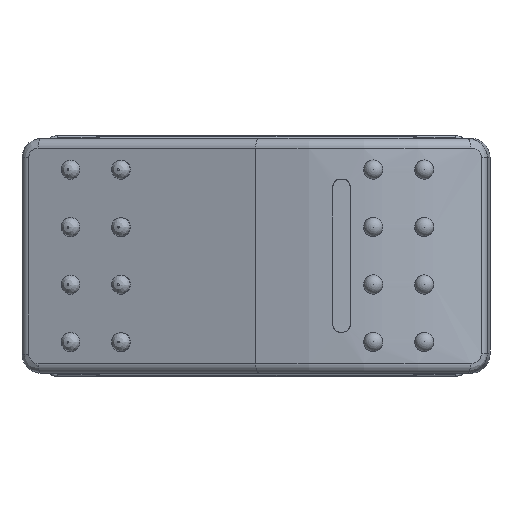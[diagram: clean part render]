
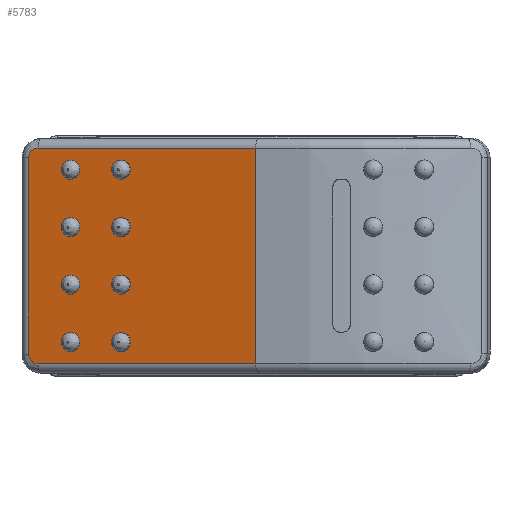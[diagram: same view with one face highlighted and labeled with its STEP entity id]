
A CAD part, top view. The second image highlights one B-rep face of the part: STEP entity #5783.
In plain terms, the highlighted planar face has unit normal (-0.294, 0, 0.956).
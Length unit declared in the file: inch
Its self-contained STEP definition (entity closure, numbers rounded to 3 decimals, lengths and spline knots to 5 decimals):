
#2612=CARTESIAN_POINT('',(-0.00323,-0.44291,1.64542));
#2613=VERTEX_POINT('',#2612);
#2637=CARTESIAN_POINT('',(-0.89807,-0.44291,1.36962));
#2638=VERTEX_POINT('',#2637);
#2648=CARTESIAN_POINT('',(-0.00323,-0.44291,1.64542));
#2649=DIRECTION('',(-0.956,0.0,-0.295));
#2650=VECTOR('',#2649,0.93637);
#2651=LINE('',#2648,#2650);
#2652=EDGE_CURVE('',#2613,#2638,#2651,.T.);
#2738=CARTESIAN_POINT('',(-0.93607,-0.40354,1.35791));
#2739=VERTEX_POINT('',#2738);
#2740=CARTESIAN_POINT('',(-0.89807,-0.40354,1.36962));
#2741=DIRECTION('',(0.295,0.,-0.956));
#2742=DIRECTION('',(-0.956,0.,-0.295));
#2743=AXIS2_PLACEMENT_3D('',#2740,#2741,#2742);
#2744=ELLIPSE('',#2743,0.03977,0.03937);
#2745=EDGE_CURVE('',#2638,#2739,#2744,.T.);
#2764=CARTESIAN_POINT('',(-0.93607,0.40354,1.35791));
#2765=VERTEX_POINT('',#2764);
#2766=CARTESIAN_POINT('',(-0.93607,-0.40354,1.35791));
#2767=DIRECTION('',(0.0,1.0,0.0));
#2768=VECTOR('',#2767,0.80709);
#2769=LINE('',#2766,#2768);
#2770=EDGE_CURVE('',#2739,#2765,#2769,.T.);
#2809=CARTESIAN_POINT('',(-0.89807,0.44291,1.36962));
#2810=VERTEX_POINT('',#2809);
#2820=CARTESIAN_POINT('',(-0.89807,0.40354,1.36962));
#2821=DIRECTION('',(0.295,0.,-0.956));
#2822=DIRECTION('',(-0.956,0.,-0.295));
#2823=AXIS2_PLACEMENT_3D('',#2820,#2821,#2822);
#2824=ELLIPSE('',#2823,0.03977,0.03937);
#2825=EDGE_CURVE('',#2765,#2810,#2824,.T.);
#2836=CARTESIAN_POINT('',(-0.00323,0.44291,1.64542));
#2837=VERTEX_POINT('',#2836);
#2838=CARTESIAN_POINT('',(-0.89807,0.44291,1.36962));
#2839=DIRECTION('',(0.956,0.0,0.295));
#2840=VECTOR('',#2839,0.93637);
#2841=LINE('',#2838,#2840);
#2842=EDGE_CURVE('',#2810,#2837,#2841,.T.);
#5126=CARTESIAN_POINT('',(-0.00323,0.44291,1.64542));
#5127=DIRECTION('',(0.0,-1.0,0.0));
#5128=VECTOR('',#5127,0.88583);
#5129=LINE('',#5126,#5128);
#5130=EDGE_CURVE('',#2837,#2613,#5129,.T.);
#5682=CARTESIAN_POINT('',(-0.98272,0.4872,1.34353));
#5683=DIRECTION('',(-0.295,0.0,0.956));
#5684=DIRECTION('',(0.956,0.0,0.295));
#5685=AXIS2_PLACEMENT_3D('',#5682,#5683,#5684);
#5686=PLANE('',#5685);
#5687=ORIENTED_EDGE('',*,*,#2745,.F.);
#5688=ORIENTED_EDGE('',*,*,#2652,.F.);
#5689=ORIENTED_EDGE('',*,*,#5130,.F.);
#5690=ORIENTED_EDGE('',*,*,#2842,.F.);
#5691=ORIENTED_EDGE('',*,*,#2825,.F.);
#5692=ORIENTED_EDGE('',*,*,#2770,.F.);
#5693=EDGE_LOOP('',(#5687,#5688,#5689,#5690,#5691,#5692));
#5694=FACE_OUTER_BOUND('',#5693,.T.);
#5695=CARTESIAN_POINT('',(-0.51863,-0.35433,1.48657));
#5696=VERTEX_POINT('',#5695);
#5697=CARTESIAN_POINT('',(-0.55625,-0.35433,1.47497));
#5698=DIRECTION('',(0.295,0.0,-0.956));
#5699=DIRECTION('',(-0.956,0.0,-0.295));
#5700=AXIS2_PLACEMENT_3D('',#5697,#5698,#5699);
#5701=CIRCLE('',#5700,0.03937);
#5702=EDGE_CURVE('',#5696,#5696,#5701,.T.);
#5703=ORIENTED_EDGE('',*,*,#5702,.T.);
#5704=EDGE_LOOP('',(#5703));
#5705=FACE_BOUND('',#5704,.T.);
#5706=CARTESIAN_POINT('',(-0.51863,0.11811,1.48657));
#5707=VERTEX_POINT('',#5706);
#5708=CARTESIAN_POINT('',(-0.55625,0.11811,1.47497));
#5709=DIRECTION('',(0.295,0.0,-0.956));
#5710=DIRECTION('',(-0.956,0.0,-0.295));
#5711=AXIS2_PLACEMENT_3D('',#5708,#5709,#5710);
#5712=CIRCLE('',#5711,0.03937);
#5713=EDGE_CURVE('',#5707,#5707,#5712,.T.);
#5714=ORIENTED_EDGE('',*,*,#5713,.T.);
#5715=EDGE_LOOP('',(#5714));
#5716=FACE_BOUND('',#5715,.T.);
#5717=CARTESIAN_POINT('',(-0.51863,0.35433,1.48657));
#5718=VERTEX_POINT('',#5717);
#5719=CARTESIAN_POINT('',(-0.55625,0.35433,1.47497));
#5720=DIRECTION('',(0.295,0.0,-0.956));
#5721=DIRECTION('',(-0.956,0.0,-0.295));
#5722=AXIS2_PLACEMENT_3D('',#5719,#5720,#5721);
#5723=CIRCLE('',#5722,0.03937);
#5724=EDGE_CURVE('',#5718,#5718,#5723,.T.);
#5725=ORIENTED_EDGE('',*,*,#5724,.T.);
#5726=EDGE_LOOP('',(#5725));
#5727=FACE_BOUND('',#5726,.T.);
#5728=CARTESIAN_POINT('',(-0.72556,0.35433,1.42279));
#5729=VERTEX_POINT('',#5728);
#5730=CARTESIAN_POINT('',(-0.76318,0.35433,1.41119));
#5731=DIRECTION('',(0.295,0.0,-0.956));
#5732=DIRECTION('',(-0.956,0.0,-0.295));
#5733=AXIS2_PLACEMENT_3D('',#5730,#5731,#5732);
#5734=CIRCLE('',#5733,0.03937);
#5735=EDGE_CURVE('',#5729,#5729,#5734,.T.);
#5736=ORIENTED_EDGE('',*,*,#5735,.T.);
#5737=EDGE_LOOP('',(#5736));
#5738=FACE_BOUND('',#5737,.T.);
#5739=CARTESIAN_POINT('',(-0.72556,0.11811,1.42279));
#5740=VERTEX_POINT('',#5739);
#5741=CARTESIAN_POINT('',(-0.76318,0.11811,1.41119));
#5742=DIRECTION('',(0.295,0.0,-0.956));
#5743=DIRECTION('',(-0.956,0.0,-0.295));
#5744=AXIS2_PLACEMENT_3D('',#5741,#5742,#5743);
#5745=CIRCLE('',#5744,0.03937);
#5746=EDGE_CURVE('',#5740,#5740,#5745,.T.);
#5747=ORIENTED_EDGE('',*,*,#5746,.T.);
#5748=EDGE_LOOP('',(#5747));
#5749=FACE_BOUND('',#5748,.T.);
#5750=CARTESIAN_POINT('',(-0.72556,-0.11811,1.42279));
#5751=VERTEX_POINT('',#5750);
#5752=CARTESIAN_POINT('',(-0.76318,-0.11811,1.41119));
#5753=DIRECTION('',(0.295,0.0,-0.956));
#5754=DIRECTION('',(-0.956,0.0,-0.295));
#5755=AXIS2_PLACEMENT_3D('',#5752,#5753,#5754);
#5756=CIRCLE('',#5755,0.03937);
#5757=EDGE_CURVE('',#5751,#5751,#5756,.T.);
#5758=ORIENTED_EDGE('',*,*,#5757,.T.);
#5759=EDGE_LOOP('',(#5758));
#5760=FACE_BOUND('',#5759,.T.);
#5761=CARTESIAN_POINT('',(-0.51863,-0.11811,1.48657));
#5762=VERTEX_POINT('',#5761);
#5763=CARTESIAN_POINT('',(-0.55625,-0.11811,1.47497));
#5764=DIRECTION('',(0.295,0.0,-0.956));
#5765=DIRECTION('',(-0.956,0.0,-0.295));
#5766=AXIS2_PLACEMENT_3D('',#5763,#5764,#5765);
#5767=CIRCLE('',#5766,0.03937);
#5768=EDGE_CURVE('',#5762,#5762,#5767,.T.);
#5769=ORIENTED_EDGE('',*,*,#5768,.T.);
#5770=EDGE_LOOP('',(#5769));
#5771=FACE_BOUND('',#5770,.T.);
#5772=CARTESIAN_POINT('',(-0.72556,-0.35433,1.42279));
#5773=VERTEX_POINT('',#5772);
#5774=CARTESIAN_POINT('',(-0.76318,-0.35433,1.41119));
#5775=DIRECTION('',(0.295,0.0,-0.956));
#5776=DIRECTION('',(-0.956,0.0,-0.295));
#5777=AXIS2_PLACEMENT_3D('',#5774,#5775,#5776);
#5778=CIRCLE('',#5777,0.03937);
#5779=EDGE_CURVE('',#5773,#5773,#5778,.T.);
#5780=ORIENTED_EDGE('',*,*,#5779,.T.);
#5781=EDGE_LOOP('',(#5780));
#5782=FACE_BOUND('',#5781,.T.);
#5783=ADVANCED_FACE('',(#5694,#5705,#5716,#5727,#5738,#5749,#5760,#5771,#5782),#5686,.T.);
